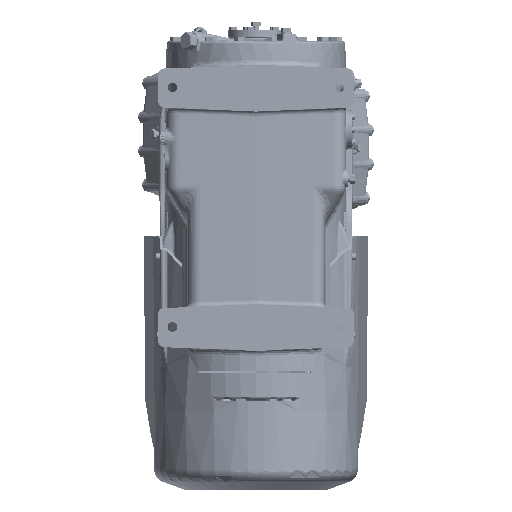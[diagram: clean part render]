
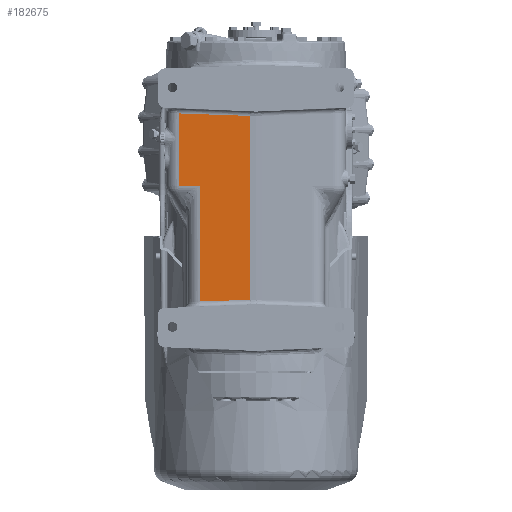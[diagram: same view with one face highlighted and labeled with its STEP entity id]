
A CAD part, front view. The second image highlights one B-rep face of the part: STEP entity #182675.
In plain terms, the highlighted planar face has unit normal (-0.035, -0.999, 0).
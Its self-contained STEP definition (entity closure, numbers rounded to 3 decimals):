
#7054 = CARTESIAN_POINT ( 'NONE',  ( -9.929, -137.153, -94.648 ) ) ;
#8226 = EDGE_CURVE ( 'NONE', #208424, #224475, #29095, .T. ) ;
#18994 = LINE ( 'NONE', #256060, #179982 ) ;
#25810 = EDGE_CURVE ( 'NONE', #86028, #173069, #156765, .T. ) ;
#29095 = LINE ( 'NONE', #131937, #93780 ) ;
#30532 = ORIENTED_EDGE ( 'NONE', *, *, #140260, .T. ) ;
#35475 = CARTESIAN_POINT ( 'NONE',  ( -9.929, -137.153, -376.352 ) ) ;
#35776 = VECTOR ( 'NONE', #36887, 1000. ) ;
#36887 = DIRECTION ( 'NONE',  ( 0.999, -0.035, 0.035 ) ) ;
#58029 = DIRECTION ( 'NONE',  ( 0.999, -0.035, 0. ) ) ;
#58191 = ORIENTED_EDGE ( 'NONE', *, *, #25810, .T. ) ;
#60617 = LINE ( 'NONE', #99698, #117185 ) ;
#63173 = FACE_OUTER_BOUND ( 'NONE', #75839, .T. ) ;
#68202 = DIRECTION ( 'NONE',  ( 0., 0., 1. ) ) ;
#68909 = EDGE_CURVE ( 'NONE', #146725, #86028, #210913, .T. ) ;
#69419 = EDGE_CURVE ( 'NONE', #173069, #246891, #18994, .T. ) ;
#75832 = VECTOR ( 'NONE', #204836, 1000. ) ;
#75839 = EDGE_LOOP ( 'NONE', ( #30532, #125988, #58191, #91128, #164852, #136246 ) ) ;
#85345 = DIRECTION ( 'NONE',  ( 0.999, -0.035, 0. ) ) ;
#86028 = VERTEX_POINT ( 'NONE', #205054 ) ;
#91128 = ORIENTED_EDGE ( 'NONE', *, *, #69419, .T. ) ;
#93780 = VECTOR ( 'NONE', #68202, 1000. ) ;
#94606 = DIRECTION ( 'NONE',  ( 0., 0., 1. ) ) ;
#99698 = CARTESIAN_POINT ( 'NONE',  ( -105., -133.833, -201.641 ) ) ;
#108824 = AXIS2_PLACEMENT_3D ( 'NONE', #142665, #201299, #85345 ) ;
#117185 = VECTOR ( 'NONE', #58029, 1000. ) ;
#125988 = ORIENTED_EDGE ( 'NONE', *, *, #68909, .T. ) ;
#131937 = CARTESIAN_POINT ( 'NONE',  ( -118.198, -133.372, -207. ) ) ;
#132010 = CARTESIAN_POINT ( 'NONE',  ( -85.698, -134.507, -201.641 ) ) ;
#136246 = ORIENTED_EDGE ( 'NONE', *, *, #8226, .F. ) ;
#140113 = PLANE ( 'NONE',  #108824 ) ;
#140260 = EDGE_CURVE ( 'NONE', #208424, #146725, #60617, .T. ) ;
#142665 = CARTESIAN_POINT ( 'NONE',  ( -105., -133.833, -676.546 ) ) ;
#146725 = VERTEX_POINT ( 'NONE', #132010 ) ;
#156765 = LINE ( 'NONE', #256987, #35776 ) ;
#159410 = EDGE_CURVE ( 'NONE', #246891, #224475, #160689, .T. ) ;
#160689 = LINE ( 'NONE', #216693, #201747 ) ;
#164852 = ORIENTED_EDGE ( 'NONE', *, *, #159410, .T. ) ;
#173069 = VERTEX_POINT ( 'NONE', #35475 ) ;
#179982 = VECTOR ( 'NONE', #94606, 1000. ) ;
#180224 = DIRECTION ( 'NONE',  ( -0.999, 0.035, 0.035 ) ) ;
#182675 = ADVANCED_FACE ( 'NONE', ( #63173 ), #140113, .T. ) ;
#190132 = CARTESIAN_POINT ( 'NONE',  ( -85.698, -134.507, -676.546 ) ) ;
#201299 = DIRECTION ( 'NONE',  ( -0.035, -0.999, 0. ) ) ;
#201747 = VECTOR ( 'NONE', #180224, 1000. ) ;
#204836 = DIRECTION ( 'NONE',  ( 0., 0., -1. ) ) ;
#205054 = CARTESIAN_POINT ( 'NONE',  ( -85.698, -134.507, -378.998 ) ) ;
#208424 = VERTEX_POINT ( 'NONE', #227020 ) ;
#210913 = LINE ( 'NONE', #190132, #75832 ) ;
#216693 = CARTESIAN_POINT ( 'NONE',  ( -9.929, -137.153, -94.648 ) ) ;
#224475 = VERTEX_POINT ( 'NONE', #246001 ) ;
#227020 = CARTESIAN_POINT ( 'NONE',  ( -118.198, -133.372, -201.641 ) ) ;
#246001 = CARTESIAN_POINT ( 'NONE',  ( -118.198, -133.372, -90.868 ) ) ;
#246891 = VERTEX_POINT ( 'NONE', #7054 ) ;
#256060 = CARTESIAN_POINT ( 'NONE',  ( -9.929, -137.153, -676.546 ) ) ;
#256987 = CARTESIAN_POINT ( 'NONE',  ( -85.698, -134.507, -378.998 ) ) ;
